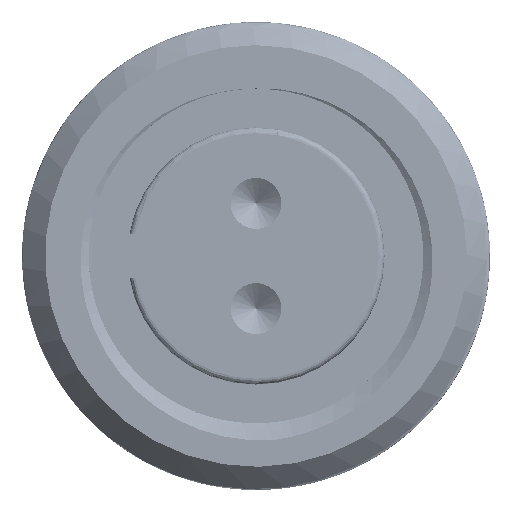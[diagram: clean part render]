
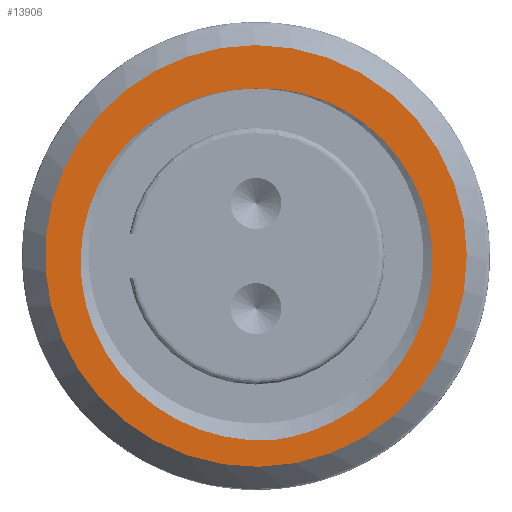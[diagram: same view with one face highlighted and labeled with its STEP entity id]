
A CAD part, left-side view. The second image highlights one B-rep face of the part: STEP entity #13906.
In plain terms, the highlighted planar face has unit normal (-1, 0, 0).
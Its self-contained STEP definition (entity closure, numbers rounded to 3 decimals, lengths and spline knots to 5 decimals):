
#756=B_SPLINE_CURVE_WITH_KNOTS('',3,(#23469,#23470,#23471,#23472,#23473,
#23474,#23475,#23476,#23477,#23478,#23479,#23480,#23481,#23482,#23483,#23484,
#23485,#23486,#23487,#23488,#23489,#23490),.UNSPECIFIED.,.F.,.F.,(4,3,3,
3,3,3,3,4),(0.,0.4041,0.80228,1.19428,1.57994,
1.95965,2.33309,2.37152),.UNSPECIFIED.);
#761=B_SPLINE_CURVE_WITH_KNOTS('',3,(#24050,#24051,#24052,#24053,#24054,
#24055,#24056,#24057,#24058,#24059,#24060,#24061,#24062,#24063,#24064,#24065,
#24066,#24067,#24068,#24069,#24070,#24071),.UNSPECIFIED.,.F.,.F.,(4,3,3,
3,3,3,3,4),(0.,0.37252,0.75136,1.13627,1.52707,
1.92417,2.32728,2.36656),.UNSPECIFIED.);
#1455=FACE_BOUND('',#2368,.T.);
#1647=FACE_OUTER_BOUND('',#2367,.T.);
#2367=EDGE_LOOP('',(#8476));
#2368=EDGE_LOOP('',(#8477,#8478,#8479));
#3252=CIRCLE('',#14623,0.365);
#3254=CIRCLE('',#14627,0.29);
#4709=VERTEX_POINT('',#23118);
#4713=VERTEX_POINT('',#23467);
#4714=VERTEX_POINT('',#23468);
#4717=VERTEX_POINT('',#24049);
#6158=EDGE_CURVE('',#4709,#4709,#3252,.T.);
#6162=EDGE_CURVE('',#4713,#4714,#756,.T.);
#6167=EDGE_CURVE('',#4717,#4713,#761,.T.);
#6172=EDGE_CURVE('',#4714,#4717,#3254,.T.);
#8476=ORIENTED_EDGE('',*,*,#6158,.F.);
#8477=ORIENTED_EDGE('',*,*,#6162,.T.);
#8478=ORIENTED_EDGE('',*,*,#6172,.T.);
#8479=ORIENTED_EDGE('',*,*,#6167,.T.);
#12984=PLANE('',#14635);
#13906=ADVANCED_FACE('',(#1647,#1455),#12984,.F.);
#14623=AXIS2_PLACEMENT_3D('',#23119,#16444,#16445);
#14627=AXIS2_PLACEMENT_3D('',#24349,#16455,#16456);
#14635=AXIS2_PLACEMENT_3D('',#24359,#16471,#16472);
#16444=DIRECTION('center_axis',(1.,0.,0.));
#16445=DIRECTION('ref_axis',(0.,0.,
-1.));
#16455=DIRECTION('center_axis',(1.,0.,0.));
#16456=DIRECTION('ref_axis',(0.,0.,
1.));
#16471=DIRECTION('center_axis',(1.,0.,0.));
#16472=DIRECTION('ref_axis',(0.,0.,
-1.));
#23118=CARTESIAN_POINT('',(0.08668,0.,0.365));
#23119=CARTESIAN_POINT('Origin',(0.08668,0.,
0.));
#23467=CARTESIAN_POINT('',(0.08668,-0.03017,-0.31857));
#23468=CARTESIAN_POINT('',(0.08668,0.05443,0.28485));
#23469=CARTESIAN_POINT('Ctrl Pts',(0.08668,-0.03017,
-0.31857));
#23470=CARTESIAN_POINT('Ctrl Pts',(0.08668,0.02276,
-0.32195));
#23471=CARTESIAN_POINT('Ctrl Pts',(0.08668,0.07625,
-0.31194));
#23472=CARTESIAN_POINT('Ctrl Pts',(0.08668,0.1241,
-0.28965));
#23473=CARTESIAN_POINT('Ctrl Pts',(0.08668,0.17125,
-0.26768));
#23474=CARTESIAN_POINT('Ctrl Pts',(0.08668,0.21293,
-0.23368));
#23475=CARTESIAN_POINT('Ctrl Pts',(0.08668,0.24376,
-0.19184));
#23476=CARTESIAN_POINT('Ctrl Pts',(0.08668,0.27411,
-0.15066));
#23477=CARTESIAN_POINT('Ctrl Pts',(0.08668,0.29409,
-0.10171));
#23478=CARTESIAN_POINT('Ctrl Pts',(0.08668,0.301,
-0.05092));
#23479=CARTESIAN_POINT('Ctrl Pts',(0.08668,0.30781,
-0.00096));
#23480=CARTESIAN_POINT('Ctrl Pts',(0.08668,0.30197,
0.05069));
#23481=CARTESIAN_POINT('Ctrl Pts',(0.08668,0.284,
0.09779));
#23482=CARTESIAN_POINT('Ctrl Pts',(0.08668,0.26631,
0.14417));
#23483=CARTESIAN_POINT('Ctrl Pts',(0.08668,0.23688,
0.18603));
#23484=CARTESIAN_POINT('Ctrl Pts',(0.08668,0.19921,
0.21819));
#23485=CARTESIAN_POINT('Ctrl Pts',(0.08668,0.16216,
0.24982));
#23486=CARTESIAN_POINT('Ctrl Pts',(0.08668,0.11703,
0.27213));
#23487=CARTESIAN_POINT('Ctrl Pts',(0.08668,0.06927,
0.28216));
#23488=CARTESIAN_POINT('Ctrl Pts',(0.08668,0.06436,
0.28319));
#23489=CARTESIAN_POINT('Ctrl Pts',(0.08668,0.05941,
0.28409));
#23490=CARTESIAN_POINT('Ctrl Pts',(0.08668,0.05444,
0.28486));
#24049=CARTESIAN_POINT('',(0.08668,0.,0.29));
#24050=CARTESIAN_POINT('Ctrl Pts',(0.08668,0.,
0.29));
#24051=CARTESIAN_POINT('Ctrl Pts',(0.08668,-0.04886,
0.29166));
#24052=CARTESIAN_POINT('Ctrl Pts',(0.08668,-0.09785,
0.28076));
#24053=CARTESIAN_POINT('Ctrl Pts',(0.08668,-0.14135,
0.25887));
#24054=CARTESIAN_POINT('Ctrl Pts',(0.08668,-0.18559,
0.2366));
#24055=CARTESIAN_POINT('Ctrl Pts',(0.08668,-0.22415,
0.20287));
#24056=CARTESIAN_POINT('Ctrl Pts',(0.08668,-0.25227,
0.16212));
#24057=CARTESIAN_POINT('Ctrl Pts',(0.08668,-0.28083,
0.12072));
#24058=CARTESIAN_POINT('Ctrl Pts',(0.08668,-0.29879,
0.0719));
#24059=CARTESIAN_POINT('Ctrl Pts',(0.08668,-0.30401,
0.02174));
#24060=CARTESIAN_POINT('Ctrl Pts',(0.08668,-0.30931,
-0.02918));
#24061=CARTESIAN_POINT('Ctrl Pts',(0.08668,-0.30151,
-0.08141));
#24062=CARTESIAN_POINT('Ctrl Pts',(0.08668,-0.28172,
-0.12866));
#24063=CARTESIAN_POINT('Ctrl Pts',(0.08668,-0.26161,
-0.17667));
#24064=CARTESIAN_POINT('Ctrl Pts',(0.08668,-0.22917,
-0.21944));
#24065=CARTESIAN_POINT('Ctrl Pts',(0.08668,-0.18855,
-0.25187));
#24066=CARTESIAN_POINT('Ctrl Pts',(0.08668,-0.14732,
-0.2848));
#24067=CARTESIAN_POINT('Ctrl Pts',(0.08668,-0.09757,
-0.30716));
#24068=CARTESIAN_POINT('Ctrl Pts',(0.08668,-0.04548,
-0.3163));
#24069=CARTESIAN_POINT('Ctrl Pts',(0.08668,-0.0404,
-0.31719));
#24070=CARTESIAN_POINT('Ctrl Pts',(0.08668,-0.0353,
-0.31795));
#24071=CARTESIAN_POINT('Ctrl Pts',(0.08668,-0.03017,
-0.3186));
#24349=CARTESIAN_POINT('Origin',(0.08668,0.,
0.));
#24359=CARTESIAN_POINT('Origin',(0.08668,0.,
0.));
